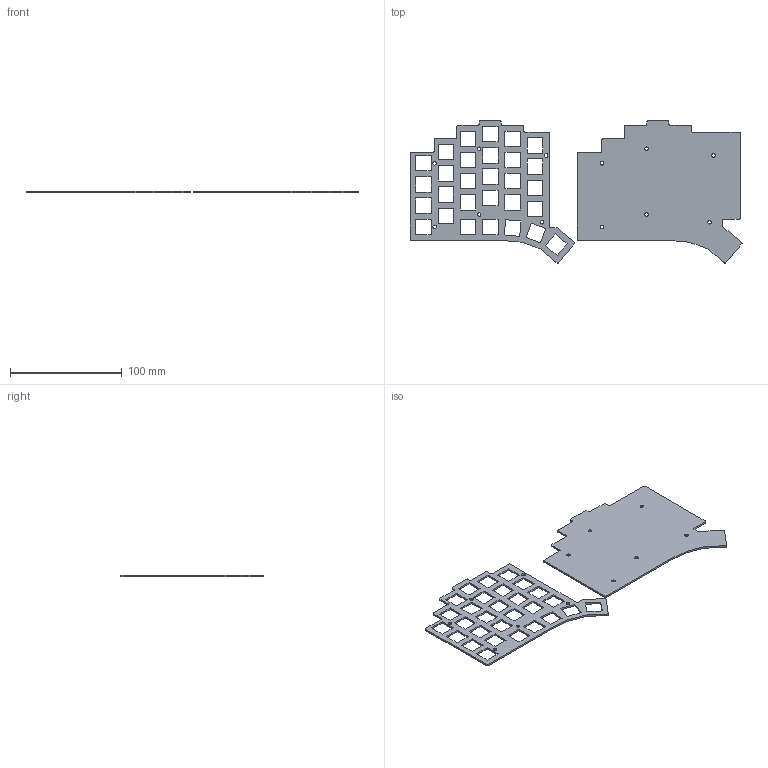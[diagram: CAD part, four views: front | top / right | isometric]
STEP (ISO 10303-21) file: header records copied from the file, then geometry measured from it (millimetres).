
FILE_DESCRIPTION(('KiCad electronic assembly'),'2;1');
FILE_NAME('top_bottom_plate.step','2024-08-10T13:48:15',('Pcbnew'),( 'Kicad'),'Open CASCADE STEP processor 7.8','KiCad to STEP converter' ,'Unknown');
FILE_SCHEMA(('AUTOMOTIVE_DESIGN { 1 0 10303 214 1 1 1 1 }'));
Length unit declared in the file: millimetre
Products named in the file (3): top_bottom_plate 1; _autosave-top_bottom_plate_PCB_1; _autosave-top_bottom_plate_PCB_2
Assembly tree (2 placements, depth 2):
  top_bottom_plate 1
    _autosave-top_bottom_plate_PCB_1
    _autosave-top_bottom_plate_PCB_2
Bounding box: 297.55 x 127.5 x 1.6 mm (x, y, z)
Volume: 34313.1 mm3; surface area: 47332.6 mm2
Topology: 2 solids, 2 shells, 211 faces, 621 edges, 414 vertices
Faces by surface type: plane 163, cylinder 48
Full cylindrical faces by diameter (mm): 3.2 x12
Entity records: 7196 total; most frequent: CARTESIAN_POINT 1249, ORIENTED_EDGE 1242, DIRECTION 1145, EDGE_CURVE 621, LINE 525, VECTOR 525, VERTEX_POINT 414, AXIS2_PLACEMENT_3D 310
